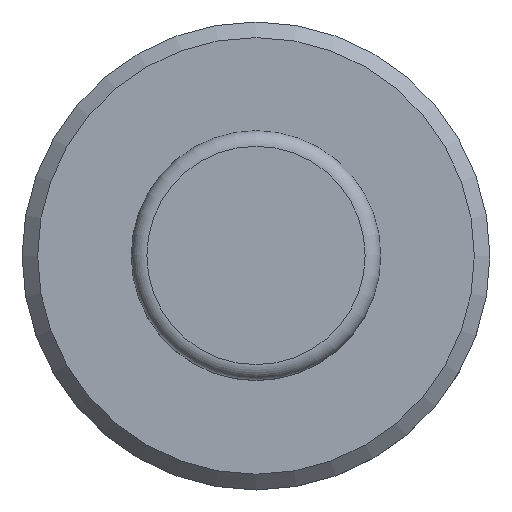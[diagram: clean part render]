
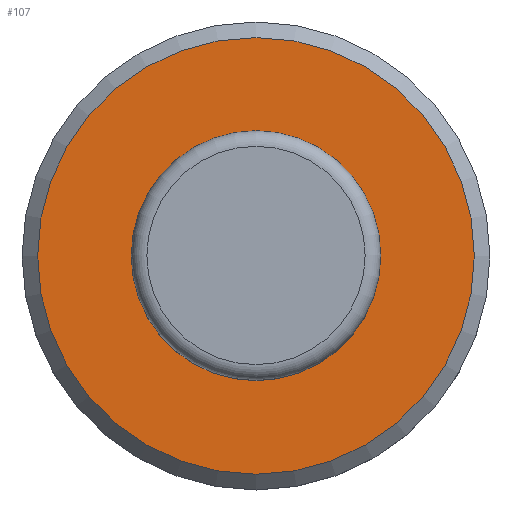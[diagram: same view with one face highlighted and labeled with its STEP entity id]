
A CAD part, top view. The second image highlights one B-rep face of the part: STEP entity #107.
In plain terms, the highlighted planar face has unit normal (0, 0, 1).
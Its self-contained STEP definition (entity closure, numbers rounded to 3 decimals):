
#15=FACE_BOUND('',#47,.T.);
#20=PLANE('',#137);
#38=FACE_OUTER_BOUND('',#46,.T.);
#46=EDGE_LOOP('',(#97));
#47=EDGE_LOOP('',(#98));
#51=CIRCLE('',#127,8.);
#55=CIRCLE('',#136,14.);
#58=VERTEX_POINT('',#184);
#62=VERTEX_POINT('',#200);
#67=EDGE_CURVE('',#58,#58,#51,.T.);
#73=EDGE_CURVE('',#62,#62,#55,.T.);
#97=ORIENTED_EDGE('',*,*,#73,.F.);
#98=ORIENTED_EDGE('',*,*,#67,.T.);
#107=ADVANCED_FACE('',(#38,#15),#20,.T.);
#127=AXIS2_PLACEMENT_3D('',#186,#151,#152);
#136=AXIS2_PLACEMENT_3D('',#201,#171,#172);
#137=AXIS2_PLACEMENT_3D('',#203,#174,#175);
#151=DIRECTION('center_axis',(0.,0.,-1.));
#152=DIRECTION('ref_axis',(1.,0.,0.));
#171=DIRECTION('center_axis',(0.,0.,-1.));
#172=DIRECTION('ref_axis',(1.,0.,0.));
#174=DIRECTION('center_axis',(0.,0.,1.));
#175=DIRECTION('ref_axis',(1.,0.,0.));
#184=CARTESIAN_POINT('',(-8.,0.,6.));
#186=CARTESIAN_POINT('Origin',(0.,0.,6.));
#200=CARTESIAN_POINT('',(-14.,0.,6.));
#201=CARTESIAN_POINT('Origin',(0.,0.,6.));
#203=CARTESIAN_POINT('Origin',(0.,0.,6.));
